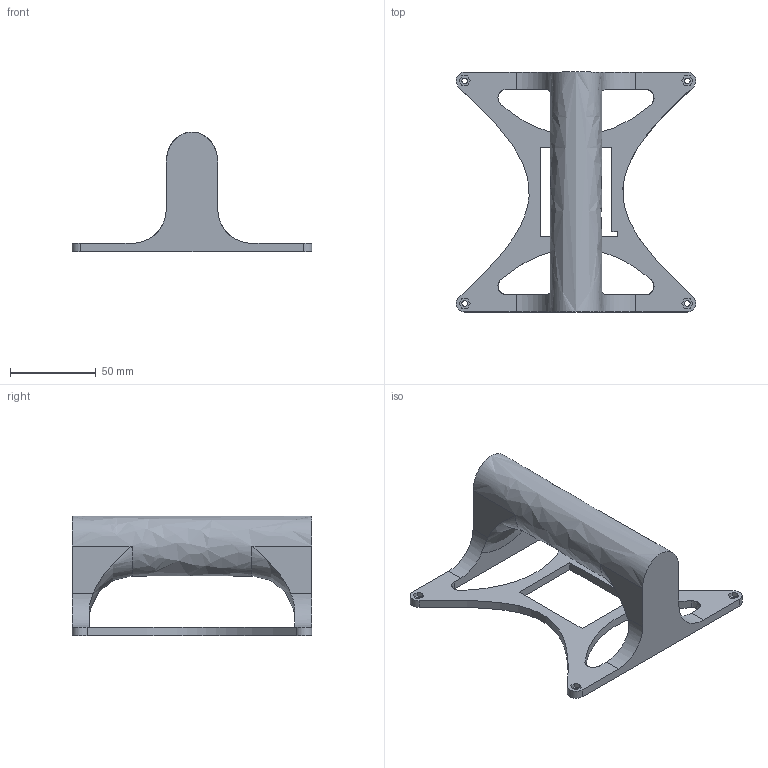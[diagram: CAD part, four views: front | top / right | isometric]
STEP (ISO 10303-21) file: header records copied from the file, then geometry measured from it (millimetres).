
FILE_DESCRIPTION(/* description */ (''),/* implementation_level */ '2;1');
FILE_NAME(/* name */ 'handle.step',/* time_stamp */ '2024-09-13T15:14:10+02:00',/* author */ (''),/* organization */ (''),/* preprocessor_version */ 'ST-DEVELOPER v20',/* originating_system */ 'Autodesk Translation Framework v13.14.0.145',/* authorisation */ '');
FILE_SCHEMA (('AUTOMOTIVE_DESIGN { 1 0 10303 214 3 1 1 }'));
Length unit declared in the file: millimetre
Products named in the file (1): RocSync Cover & Handle (v14~recovered)
Bounding box: 140 x 140 x 70 mm (x, y, z)
Volume: 182606.5 mm3; surface area: 40533.4 mm2
Topology: 1 solids, 1 shells, 68 faces, 201 edges, 134 vertices
Faces by surface type: plane 45, cylinder 12, bspline 11
Full cylindrical faces by diameter (mm): 3.2 x4
Entity records: 2746 total; most frequent: CARTESIAN_POINT 949, ORIENTED_EDGE 402, DIRECTION 305, EDGE_CURVE 201, VERTEX_POINT 134, LINE 133, VECTOR 133, AXIS2_PLACEMENT_3D 86
